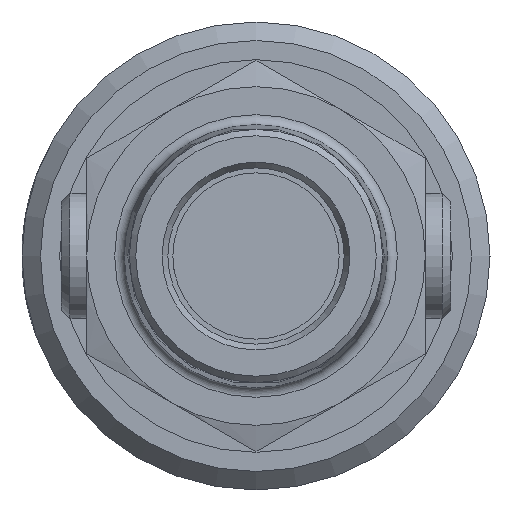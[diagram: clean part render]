
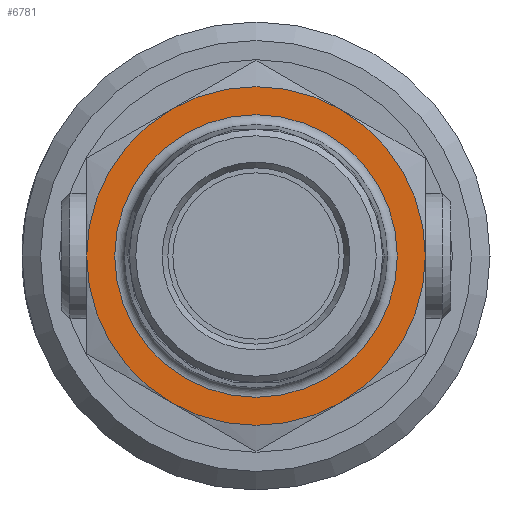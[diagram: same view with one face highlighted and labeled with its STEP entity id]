
A CAD part, left-side view. The second image highlights one B-rep face of the part: STEP entity #6781.
In plain terms, the highlighted planar face has unit normal (-1, 0, 0).
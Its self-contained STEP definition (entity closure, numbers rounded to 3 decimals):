
#602=FACE_BOUND('',#1512,.T.);
#727=PLANE('',#7302);
#1080=FACE_OUTER_BOUND('',#1511,.T.);
#1511=EDGE_LOOP('',(#6044,#6045,#6046,#6047,#6048,#6049));
#1512=EDGE_LOOP('',(#6050,#6051));
#2588=CIRCLE('',#7299,22.946);
#2590=CIRCLE('',#7301,22.946);
#2591=CIRCLE('',#7303,27.5);
#2592=CIRCLE('',#7304,27.5);
#2593=CIRCLE('',#7305,27.5);
#2594=CIRCLE('',#7306,27.5);
#2595=CIRCLE('',#7307,27.5);
#2596=CIRCLE('',#7308,27.5);
#3235=VERTEX_POINT('',#50061);
#3236=VERTEX_POINT('',#50062);
#3237=VERTEX_POINT('',#50067);
#3238=VERTEX_POINT('',#50068);
#3239=VERTEX_POINT('',#50070);
#3240=VERTEX_POINT('',#50072);
#3241=VERTEX_POINT('',#50074);
#3242=VERTEX_POINT('',#50076);
#4186=EDGE_CURVE('',#3235,#3236,#2588,.T.);
#4188=EDGE_CURVE('',#3236,#3235,#2590,.T.);
#4189=EDGE_CURVE('',#3237,#3238,#2591,.T.);
#4190=EDGE_CURVE('',#3238,#3239,#2592,.T.);
#4191=EDGE_CURVE('',#3239,#3240,#2593,.T.);
#4192=EDGE_CURVE('',#3240,#3241,#2594,.T.);
#4193=EDGE_CURVE('',#3241,#3242,#2595,.T.);
#4194=EDGE_CURVE('',#3242,#3237,#2596,.T.);
#6044=ORIENTED_EDGE('',*,*,#4189,.T.);
#6045=ORIENTED_EDGE('',*,*,#4190,.T.);
#6046=ORIENTED_EDGE('',*,*,#4191,.T.);
#6047=ORIENTED_EDGE('',*,*,#4192,.T.);
#6048=ORIENTED_EDGE('',*,*,#4193,.T.);
#6049=ORIENTED_EDGE('',*,*,#4194,.T.);
#6050=ORIENTED_EDGE('',*,*,#4186,.F.);
#6051=ORIENTED_EDGE('',*,*,#4188,.F.);
#6781=ADVANCED_FACE('',(#1080,#602),#727,.T.);
#7299=AXIS2_PLACEMENT_3D('',#50063,#8653,#8654);
#7301=AXIS2_PLACEMENT_3D('',#50065,#8657,#8658);
#7302=AXIS2_PLACEMENT_3D('',#50066,#8659,#8660);
#7303=AXIS2_PLACEMENT_3D('',#50069,#8661,#8662);
#7304=AXIS2_PLACEMENT_3D('',#50071,#8663,#8664);
#7305=AXIS2_PLACEMENT_3D('',#50073,#8665,#8666);
#7306=AXIS2_PLACEMENT_3D('',#50075,#8667,#8668);
#7307=AXIS2_PLACEMENT_3D('',#50077,#8669,#8670);
#7308=AXIS2_PLACEMENT_3D('',#50078,#8671,#8672);
#8653=DIRECTION('center_axis',(-1.,0.,0.));
#8654=DIRECTION('ref_axis',(0.,-1.,0.));
#8657=DIRECTION('center_axis',(-1.,0.,0.));
#8658=DIRECTION('ref_axis',(0.,-1.,0.));
#8659=DIRECTION('center_axis',(-1.,0.,0.));
#8660=DIRECTION('ref_axis',(0.,0.,1.));
#8661=DIRECTION('center_axis',(-1.,0.,0.));
#8662=DIRECTION('ref_axis',(0.,1.,0.));
#8663=DIRECTION('center_axis',(-1.,0.,0.));
#8664=DIRECTION('ref_axis',(0.,1.,0.));
#8665=DIRECTION('center_axis',(-1.,0.,0.));
#8666=DIRECTION('ref_axis',(0.,1.,0.));
#8667=DIRECTION('center_axis',(-1.,0.,0.));
#8668=DIRECTION('ref_axis',(0.,1.,0.));
#8669=DIRECTION('center_axis',(-1.,0.,0.));
#8670=DIRECTION('ref_axis',(0.,1.,0.));
#8671=DIRECTION('center_axis',(-1.,0.,0.));
#8672=DIRECTION('ref_axis',(0.,1.,0.));
#50061=CARTESIAN_POINT('',(-35.22,22.946,0.));
#50062=CARTESIAN_POINT('',(-35.22,0.,22.946));
#50063=CARTESIAN_POINT('Origin',(-35.22,0.,0.));
#50065=CARTESIAN_POINT('Origin',(-35.22,0.,0.));
#50066=CARTESIAN_POINT('Origin',(-35.22,24.448,0.));
#50067=CARTESIAN_POINT('',(-35.22,13.75,-23.816));
#50068=CARTESIAN_POINT('',(-35.22,-13.75,-23.816));
#50069=CARTESIAN_POINT('Origin',(-35.22,0.,0.));
#50070=CARTESIAN_POINT('',(-35.22,-27.5,0.));
#50071=CARTESIAN_POINT('Origin',(-35.22,0.,0.));
#50072=CARTESIAN_POINT('',(-35.22,-13.75,23.816));
#50073=CARTESIAN_POINT('Origin',(-35.22,0.,0.));
#50074=CARTESIAN_POINT('',(-35.22,13.75,23.816));
#50075=CARTESIAN_POINT('Origin',(-35.22,0.,0.));
#50076=CARTESIAN_POINT('',(-35.22,27.5,0.));
#50077=CARTESIAN_POINT('Origin',(-35.22,0.,0.));
#50078=CARTESIAN_POINT('Origin',(-35.22,0.,0.));
